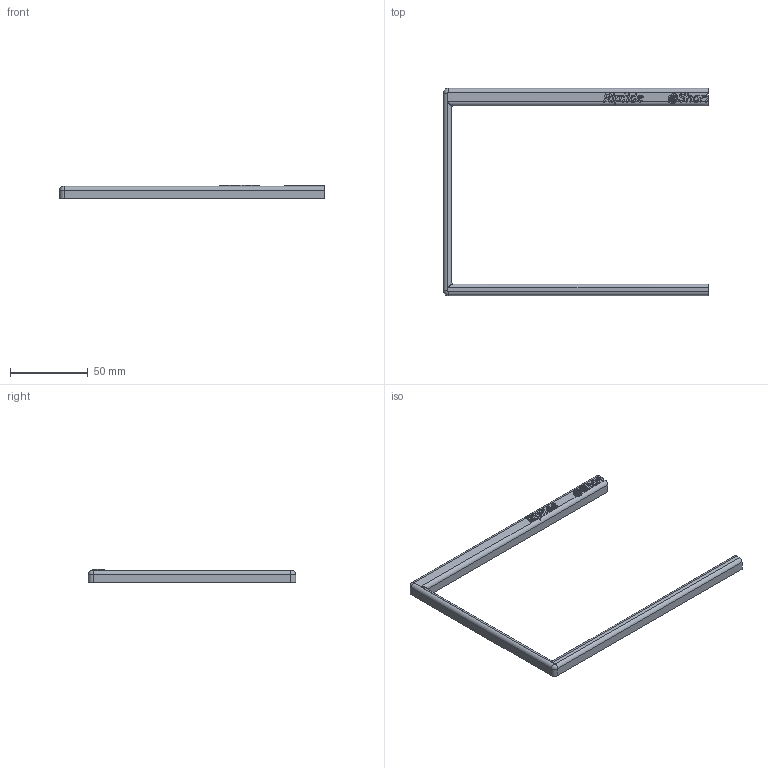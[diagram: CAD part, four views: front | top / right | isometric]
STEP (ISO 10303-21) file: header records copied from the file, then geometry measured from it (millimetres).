
FILE_DESCRIPTION(/* description */ ('STEP AP242','CAx-IF Rec.Pracs.---Representation and Presentation of Product Manufacturing Information (PMI)---4.0---2014-10-13','CAx-IF Rec.Pracs.---3D Tessellated Geometry---0.4---2014-09-14','2;1'),/* implementation_level */ '2;1');
FILE_NAME(/* name */ '688a84e4d7b56e2f171ec69a',/* time_stamp */ '2025-07-30T20:47:34Z',/* author */ (''),/* organization */ (''),/* preprocessor_version */ 'ST-DEVELOPER v20',/* originating_system */ 'ONSHAPE BY PTC INC, 1.201',/* authorisation */ ' ');
FILE_SCHEMA (('AP242_MANAGED_MODEL_BASED_3D_ENGINEERING_MIM_LF { 1 0 10303 442 1 1 4 }'));
Length unit declared in the file: metre
Products named in the file (1): Top Plate
Bounding box: 170 x 133 x 8.75 mm (x, y, z)
Volume: 28635 mm3; surface area: 14524.8 mm2
Topology: 1 solids, 1 shells, 453 faces, 1305 edges, 865 vertices
Faces by surface type: cylinder 202, bspline 156, plane 93, torus 2
Full cylindrical faces by diameter (mm): 3.2 x5
Entity records: 18426 total; most frequent: CARTESIAN_POINT 4475, ORIENTED_EDGE 2596, DIRECTION 1945, EDGE_CURVE 1298, VERTEX_POINT 865, AXIS2_PLACEMENT_3D 697, LINE 551, VECTOR 551
